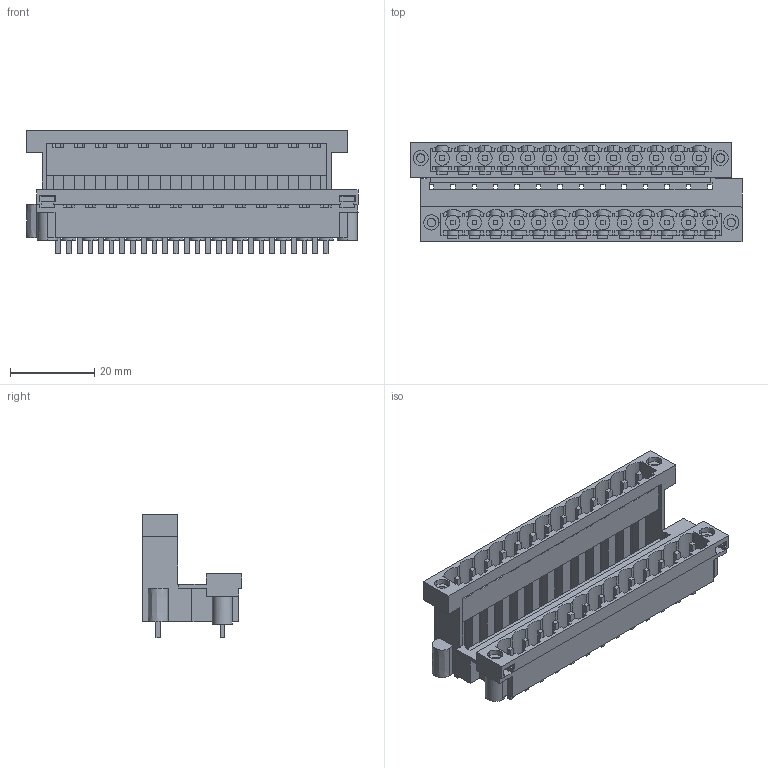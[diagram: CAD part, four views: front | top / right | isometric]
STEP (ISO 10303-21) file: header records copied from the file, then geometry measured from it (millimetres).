
FILE_DESCRIPTION(('CATIA V5 STEP Exchange','CAx-IF Rec.Pracs.--- Model Styling and Organization---1.2---2011-12-15'),'2;1');
FILE_NAME ('D1456897_0_1828880000_1828880000.stp','2018-04-19T11:23:14+00:00',('none'),('Weidmueller'),'CATIA Version 5-6 Release 2014','CATIA V5 STEP AP214','none');
FILE_SCHEMA(('AUTOMOTIVE_DESIGN { 1 0 10303 214 1 1 1 1 }'));
Length unit declared in the file: millimetre
Products named in the file (1): 1828880000
Bounding box: 78.74 x 23.67 x 29.36 mm (x, y, z)
Volume: 11328.2 mm3; surface area: 21739.6 mm2
Topology: 31 solids, 44 shells, 1298 faces, 4141 edges, 2886 vertices
Faces by surface type: plane 1064, cylinder 230, extrusion 4
Entity records: 43931 total; most frequent: CARTESIAN_POINT 9929, ORIENTED_EDGE 8282, DIRECTION 5144, EDGE_CURVE 4141, VECTOR 3337, LINE 3333, VERTEX_POINT 2886, EDGE_LOOP 1403
